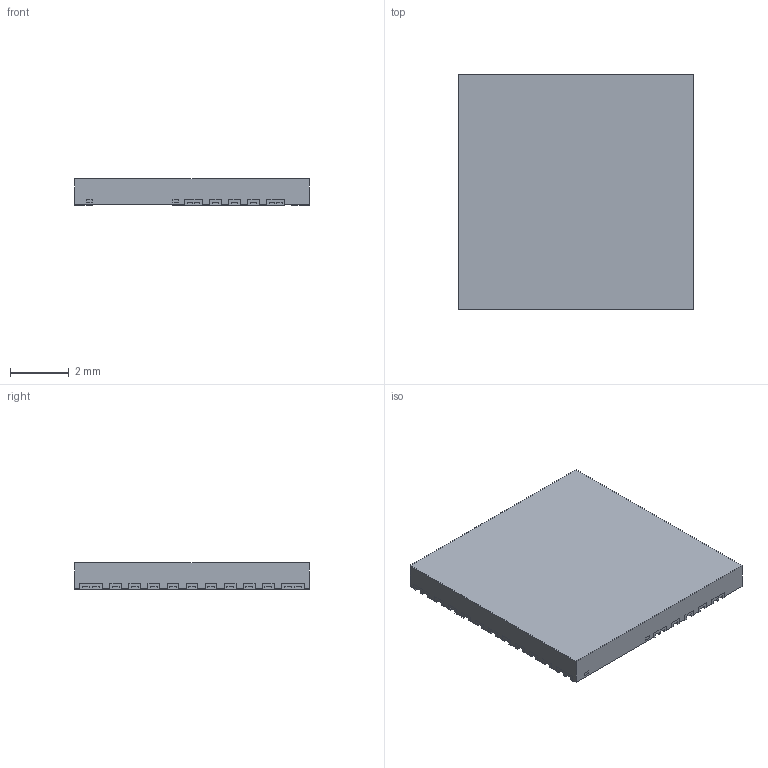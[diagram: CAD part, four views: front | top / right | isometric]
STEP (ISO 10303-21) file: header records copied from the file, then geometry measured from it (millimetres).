
FILE_DESCRIPTION((''),'2;1');
FILE_NAME('RWH0032C_ASM','2019-02-01T09:35:19',('a0412086'),(''),'CREO PARAMETRIC BY PTC INC, 2018020','CREO PARAMETRIC BY PTC INC, 2018020','');
FILE_SCHEMA(('AUTOMOTIVE_DESIGN { 1 0 10303 214 1 1 1 1 }'));
Length unit declared in the file: millimetre
Products named in the file (4): LEADFRAME_AF0; BODY_AF0; PIN1AREA; RWH0032C_ASM
Assembly tree (3 placements, depth 2):
  RWH0032C_ASM
    LEADFRAME_AF0
    BODY_AF0
    PIN1AREA
Bounding box: 8 x 8 x 0.9 mm (x, y, z)
Volume: 56.7 mm3; surface area: 252.1 mm2
Topology: 35 solids, 35 shells, 525 faces, 1368 edges, 912 vertices
Faces by surface type: plane 525
Entity records: 20684 total; most frequent: CARTESIAN_POINT 2855, ORIENTED_EDGE 2736, DIRECTION 2484, PRESENTATION_STYLE_ASSIGNMENT 1439, STYLED_ITEM 1403, VECTOR 1368, LINE 1368, CURVE_STYLE 1368
